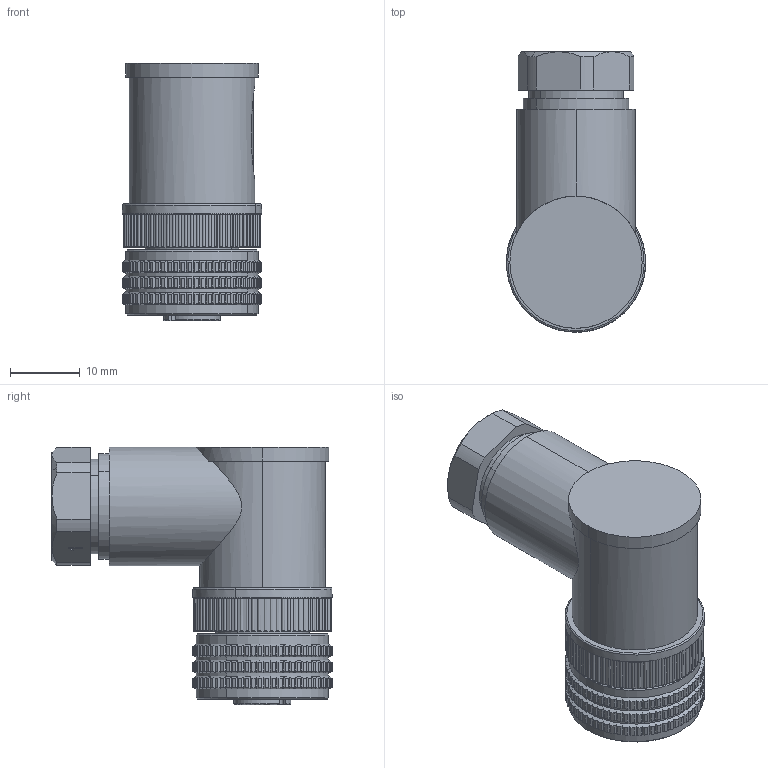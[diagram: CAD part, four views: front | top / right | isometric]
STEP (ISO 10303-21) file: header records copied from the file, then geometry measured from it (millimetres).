
FILE_DESCRIPTION((''),'2;1');
FILE_NAME('234946_ASM','2023-05-24T14:03:51',('banengservice'),('BANNER ENGINEERING'),'CREO PARAMETRIC BY PTC INC, 2022414','CREO PARAMETRIC BY PTC INC, 2022414','');
FILE_SCHEMA(('CONFIG_CONTROL_DESIGN'));
Products named in the file (2): 234946_EP01; 234946_ASM
Assembly tree (1 placements, depth 2):
  234946_ASM
    234946_EP01
Bounding box: 20 x 40.26 x 37 mm (x, y, z)
Volume: 14197.3 mm3; surface area: 5820.2 mm2
Topology: 1 solids, 1 shells, 1208 faces, 3374 edges, 2193 vertices
Faces by surface type: plane 494, cylinder 450, bspline 132, torus 76, cone 54, extrusion 2
Entity records: 49114 total; most frequent: CARTESIAN_POINT 19618, ORIENTED_EDGE 6740, DIRECTION 5666, EDGE_CURVE 3370, AXIS2_PLACEMENT_3D 2359, VERTEX_POINT 2193, CIRCLE 1282, EDGE_LOOP 1237
